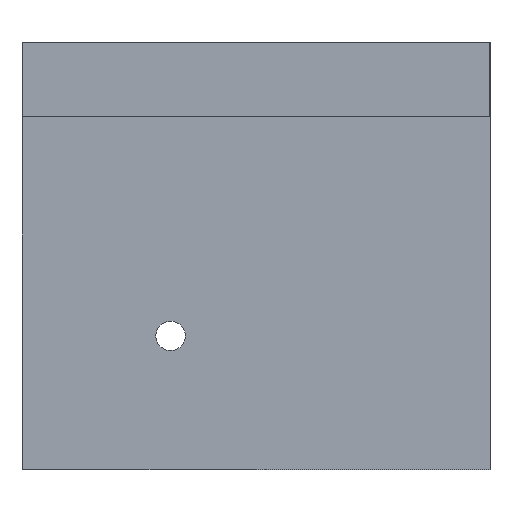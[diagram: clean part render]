
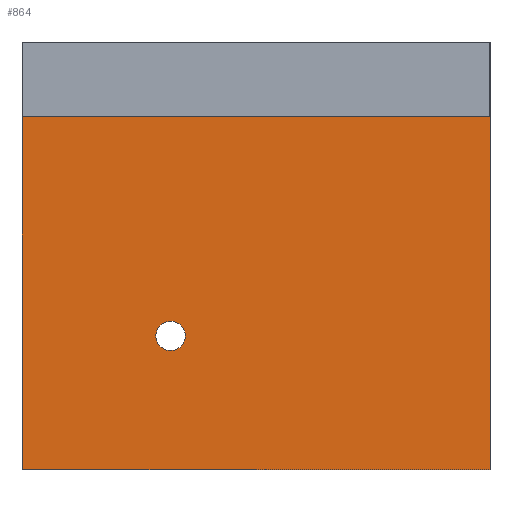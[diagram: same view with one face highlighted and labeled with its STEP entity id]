
A CAD part, left-side view. The second image highlights one B-rep face of the part: STEP entity #864.
In plain terms, the highlighted planar face has unit normal (-1, 0, 0).
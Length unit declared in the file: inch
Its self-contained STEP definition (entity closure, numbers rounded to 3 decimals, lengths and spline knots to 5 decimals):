
#61=FACE_BOUND('',#179,.T.);
#86=CIRCLE('',#944,0.03963);
#126=FACE_OUTER_BOUND('',#178,.T.);
#178=EDGE_LOOP('',(#623,#624,#625,#626));
#179=EDGE_LOOP('',(#627));
#244=LINE('',#1331,#319);
#251=LINE('',#1353,#326);
#252=LINE('',#1355,#327);
#253=LINE('',#1356,#328);
#319=VECTOR('',#1057,0.3937);
#326=VECTOR('',#1074,0.3937);
#327=VECTOR('',#1075,0.3937);
#328=VECTOR('',#1076,0.3937);
#400=VERTEX_POINT('',#1328);
#401=VERTEX_POINT('',#1330);
#411=VERTEX_POINT('',#1352);
#412=VERTEX_POINT('',#1354);
#413=VERTEX_POINT('',#1357);
#485=EDGE_CURVE('',#400,#401,#244,.T.);
#496=EDGE_CURVE('',#411,#400,#251,.T.);
#497=EDGE_CURVE('',#412,#411,#252,.T.);
#498=EDGE_CURVE('',#412,#401,#253,.T.);
#499=EDGE_CURVE('',#413,#413,#86,.T.);
#623=ORIENTED_EDGE('',*,*,#496,.F.);
#624=ORIENTED_EDGE('',*,*,#497,.F.);
#625=ORIENTED_EDGE('',*,*,#498,.T.);
#626=ORIENTED_EDGE('',*,*,#485,.F.);
#627=ORIENTED_EDGE('',*,*,#499,.F.);
#843=PLANE('',#943);
#864=ADVANCED_FACE('',(#126,#61),#843,.F.);
#943=AXIS2_PLACEMENT_3D('',#1351,#1072,#1073);
#944=AXIS2_PLACEMENT_3D('',#1358,#1077,#1078);
#1057=DIRECTION('',(0.,0.,1.));
#1072=DIRECTION('center_axis',(1.,0.,0.));
#1073=DIRECTION('ref_axis',(0.,1.,0.));
#1074=DIRECTION('',(0.,1.,0.));
#1075=DIRECTION('',(0.,0.,-1.));
#1076=DIRECTION('',(0.,1.,0.));
#1077=DIRECTION('center_axis',(-1.,0.,0.));
#1078=DIRECTION('ref_axis',(0.,0.,-1.));
#1328=CARTESIAN_POINT('',(-0.6375,0.63,0.));
#1330=CARTESIAN_POINT('',(-0.6375,0.63,0.95));
#1331=CARTESIAN_POINT('',(-0.6375,0.63,0.));
#1351=CARTESIAN_POINT('Origin',(-0.6375,-0.63,0.));
#1352=CARTESIAN_POINT('',(-0.6375,-0.63,0.));
#1353=CARTESIAN_POINT('',(-0.6375,-0.315,0.));
#1354=CARTESIAN_POINT('',(-0.6375,-0.63,0.95));
#1355=CARTESIAN_POINT('',(-0.6375,-0.63,0.));
#1356=CARTESIAN_POINT('',(-0.6375,0.63,0.95));
#1357=CARTESIAN_POINT('',(-0.6375,0.23,0.39963));
#1358=CARTESIAN_POINT('Origin',(-0.6375,0.23,0.36));
